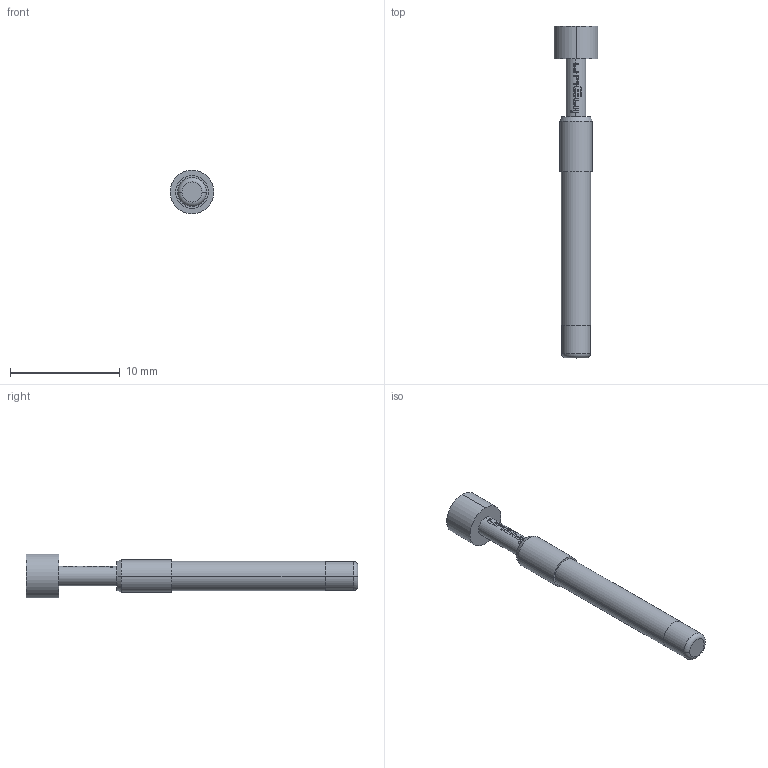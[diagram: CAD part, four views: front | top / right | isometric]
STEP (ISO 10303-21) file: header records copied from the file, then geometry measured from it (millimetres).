
FILE_DESCRIPTION (( 'STEP AP203' ), '1' );
FILE_NAME ('INGUN_GKS-113_303_400_R_xx05.STEP', '2020-09-08T13:06:09', ( '' ), ( '' ), 'SwSTEP 2.0', 'SolidWorks 2018', '' );
FILE_SCHEMA (( 'CONFIG_CONTROL_DESIGN' ));
Length unit declared in the file: millimetre
Products named in the file (1): INGUN_GKS-113_303_400_R_xx05
Bounding box: 4 x 30.3 x 4 mm (x, y, z)
Volume: 171 mm3; surface area: 292.7 mm2
Topology: 1 solids, 1 shells, 102 faces, 282 edges, 185 vertices
Faces by surface type: bspline 53, cylinder 29, plane 14, cone 4, torus 2
Entity records: 4501 total; most frequent: CARTESIAN_POINT 2405, ORIENTED_EDGE 560, EDGE_CURVE 280, B_SPLINE_CURVE_WITH_KNOTS 222, VERTEX_POINT 185, DIRECTION 184, EDGE_LOOP 107, ADVANCED_FACE 102
